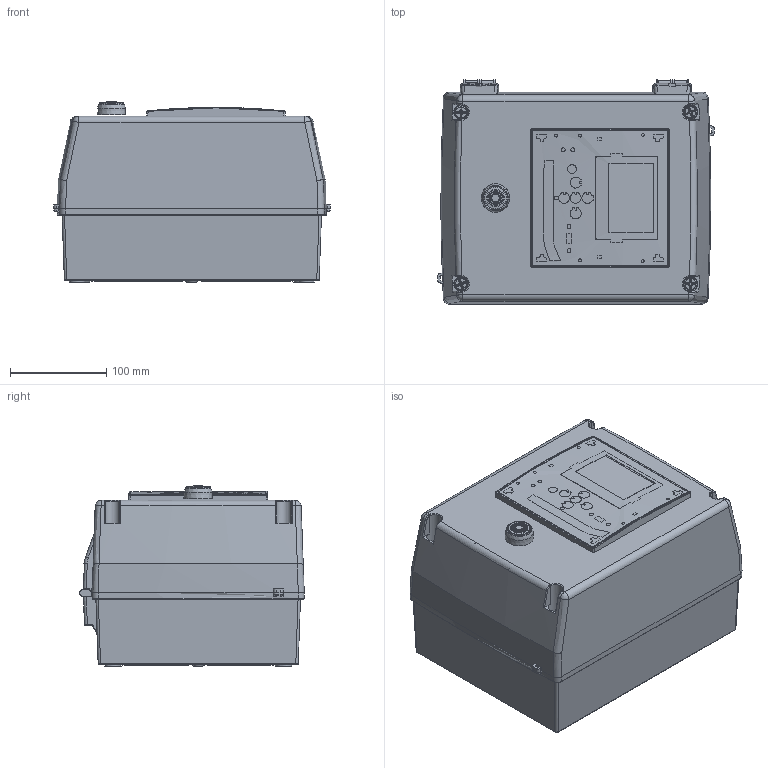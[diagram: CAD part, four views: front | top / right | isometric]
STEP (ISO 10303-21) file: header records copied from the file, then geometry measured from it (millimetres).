
FILE_DESCRIPTION(/* description */ (''),/* implementation_level */ '2;1');
FILE_NAME(/* name */ '3d_FFLRA400.stp',/* time_stamp */ '2022-04-27T17:29:58+02:00',/* author */ (''),/* organization */ (''),/* preprocessor_version */ 'ST-DEVELOPER v16.7',/* originating_system */ 'SIEMENS PLM Software NX 12.0',/* authorisation */ '');
FILE_SCHEMA (('AUTOMOTIVE_DESIGN { 1 0 10303 214 3 1 1 1 }'));
Products named in the file (1): Rugg527CEC4Dzlim
Bounding box: 287.2 x 232.8 x 186.89 mm (x, y, z)
Surface area: 613444.4 mm2 (no closed solid volume)
Topology: 0 solids, 16 shells, 2476 faces, 8234 edges, 5620 vertices
Faces by surface type: plane 1006, bspline 583, cylinder 502, cone 149, sphere 126, torus 110
Full cylindrical faces by diameter (mm): 3.2 x4, 4.6 x4, 6 x4, 6.4 x4, 7 x4, 7.8 x4, 12.2 x36, 14.4 x8, 14.8 x4, 15.2 x8, 16 x3
Entity records: 120001 total; most frequent: CARTESIAN_POINT 56535, ORIENTED_EDGE 13238, DIRECTION 11057, EDGE_CURVE 7841, VERTEX_POINT 5503, LINE 3817, VECTOR 3817, AXIS2_PLACEMENT_3D 3620
